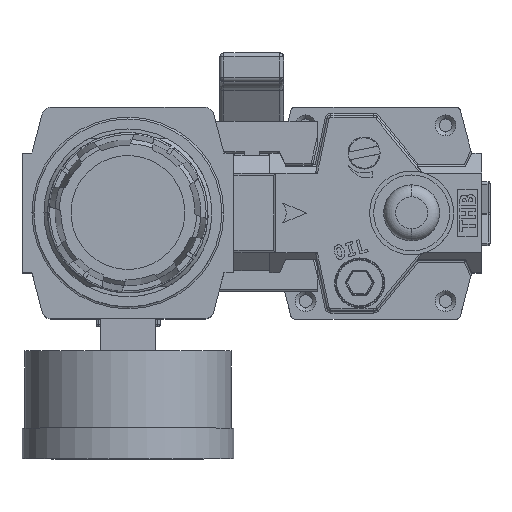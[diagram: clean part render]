
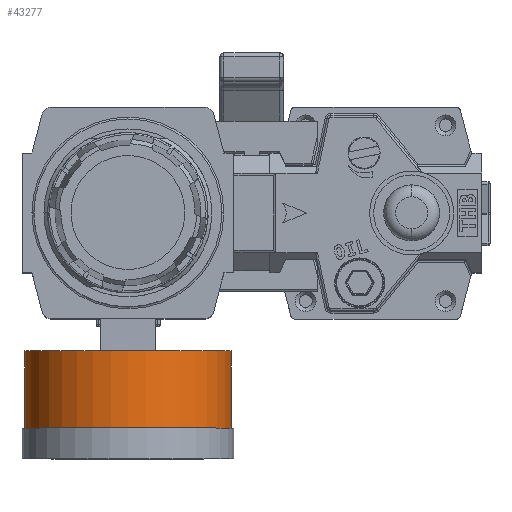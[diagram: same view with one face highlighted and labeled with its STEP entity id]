
A CAD part, top view. The second image highlights one B-rep face of the part: STEP entity #43277.
In plain terms, the highlighted cylindrical face has radius 25.8 mm (diameter 51.6 mm), a partial arc.
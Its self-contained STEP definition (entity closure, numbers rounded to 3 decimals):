
#1137 = DIRECTION ( 'NONE',  ( 0., 0., 1. ) ) ;
#3837 = CIRCLE ( 'NONE', #32685, 25.8 ) ;
#3977 = AXIS2_PLACEMENT_3D ( 'NONE', #18940, #93899, #77484 ) ;
#6097 = DIRECTION ( 'NONE',  ( 0., 0., 1. ) ) ;
#14334 = ORIENTED_EDGE ( 'NONE', *, *, #69057, .F. ) ;
#15673 = CARTESIAN_POINT ( 'NONE',  ( -25.8, 0., -27. ) ) ;
#18940 = CARTESIAN_POINT ( 'NONE',  ( 0., 0., -27. ) ) ;
#21226 = CIRCLE ( 'NONE', #103176, 25.8 ) ;
#24904 = EDGE_LOOP ( 'NONE', ( #14334, #101909, #106191, #60338 ) ) ;
#28110 = LINE ( 'NONE', #42057, #67347 ) ;
#30065 = EDGE_CURVE ( 'NONE', #96950, #88894, #21226, .T. ) ;
#32685 = AXIS2_PLACEMENT_3D ( 'NONE', #51239, #1137, #59680 ) ;
#33352 = EDGE_CURVE ( 'NONE', #91579, #93627, #3837, .T. ) ;
#42057 = CARTESIAN_POINT ( 'NONE',  ( -25.8, 0., -27. ) ) ;
#43277 = ADVANCED_FACE ( 'NONE', ( #54785 ), #46885, .T. ) ;
#46885 = CYLINDRICAL_SURFACE ( 'NONE', #3977, 25.8 ) ;
#49704 = VECTOR ( 'NONE', #81089, 1000. ) ;
#50453 = DIRECTION ( 'NONE',  ( 0., 0., 1. ) ) ;
#51239 = CARTESIAN_POINT ( 'NONE',  ( 0., 0., -27. ) ) ;
#54785 = FACE_OUTER_BOUND ( 'NONE', #24904, .T. ) ;
#56241 = CARTESIAN_POINT ( 'NONE',  ( 0., 0., -7.7 ) ) ;
#59680 = DIRECTION ( 'NONE',  ( 1., 0., 0. ) ) ;
#60338 = ORIENTED_EDGE ( 'NONE', *, *, #30065, .F. ) ;
#60903 = CARTESIAN_POINT ( 'NONE',  ( 25.8, 0., -7.7 ) ) ;
#64665 = DIRECTION ( 'NONE',  ( 1., 0., 0. ) ) ;
#67347 = VECTOR ( 'NONE', #50453, 1000. ) ;
#69057 = EDGE_CURVE ( 'NONE', #91579, #96950, #28110, .T. ) ;
#71932 = LINE ( 'NONE', #72610, #49704 ) ;
#72610 = CARTESIAN_POINT ( 'NONE',  ( 25.8, 0., -27. ) ) ;
#77484 = DIRECTION ( 'NONE',  ( 1., 0., 0. ) ) ;
#81089 = DIRECTION ( 'NONE',  ( 0., 0., 1. ) ) ;
#81829 = CARTESIAN_POINT ( 'NONE',  ( -25.8, 0., -7.7 ) ) ;
#88894 = VERTEX_POINT ( 'NONE', #60903 ) ;
#91579 = VERTEX_POINT ( 'NONE', #15673 ) ;
#93627 = VERTEX_POINT ( 'NONE', #96172 ) ;
#93899 = DIRECTION ( 'NONE',  ( 0., 0., 1. ) ) ;
#96172 = CARTESIAN_POINT ( 'NONE',  ( 25.8, 0., -27. ) ) ;
#96874 = EDGE_CURVE ( 'NONE', #93627, #88894, #71932, .T. ) ;
#96950 = VERTEX_POINT ( 'NONE', #81829 ) ;
#101909 = ORIENTED_EDGE ( 'NONE', *, *, #33352, .T. ) ;
#103176 = AXIS2_PLACEMENT_3D ( 'NONE', #56241, #6097, #64665 ) ;
#106191 = ORIENTED_EDGE ( 'NONE', *, *, #96874, .T. ) ;
